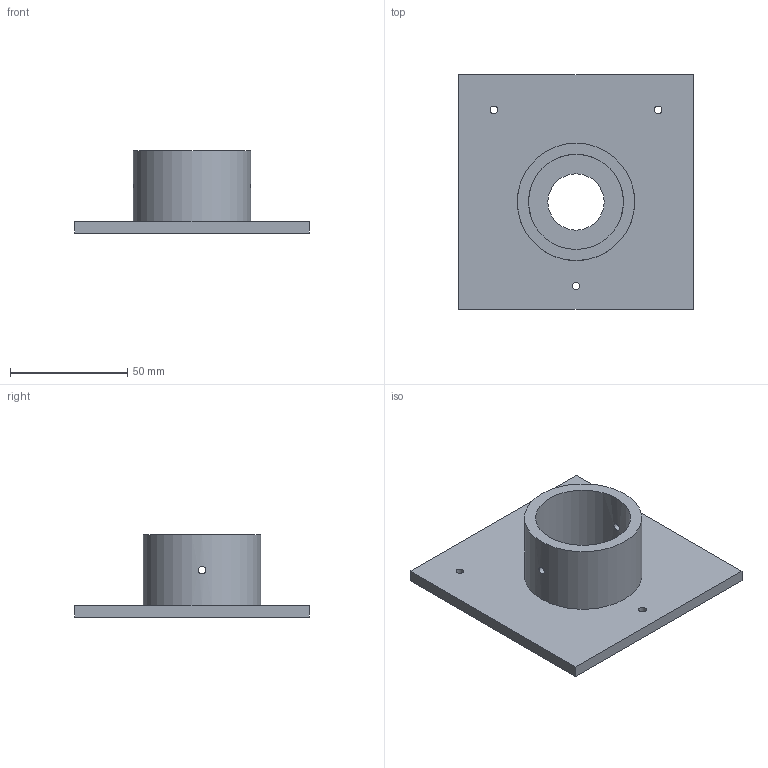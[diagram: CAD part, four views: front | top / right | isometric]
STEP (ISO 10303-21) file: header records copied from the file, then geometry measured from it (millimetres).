
FILE_DESCRIPTION(('FreeCAD Model'),'2;1');
FILE_NAME('soporte-tubo-inferior.step','2020-10-03T12:24:08',('Author'),(''), 'Open CASCADE STEP processor 7.3','FreeCAD','Unknown');
FILE_SCHEMA(('AUTOMOTIVE_DESIGN { 1 0 10303 214 1 1 1 1 }'));
Length unit declared in the file: millimetre
Products named in the file (1): soporte-tubo-inferior-e
Bounding box: 100 x 100 x 35 mm (x, y, z)
Volume: 67798.3 mm3; surface area: 30167.6 mm2
Topology: 1 solids, 1 shells, 16 faces, 40 edges, 26 vertices
Faces by surface type: plane 8, cylinder 8
Full cylindrical faces by diameter (mm): 3.2 x5, 24 x1, 40.5 x1, 50 x1
Entity records: 2347 total; most frequent: CARTESIAN_POINT 1501, DIRECTION 148, ORIENTED_EDGE 80, PCURVE 80, DEFINITIONAL_REPRESENTATION 80, LINE 78, VECTOR 78, EDGE_CURVE 40
